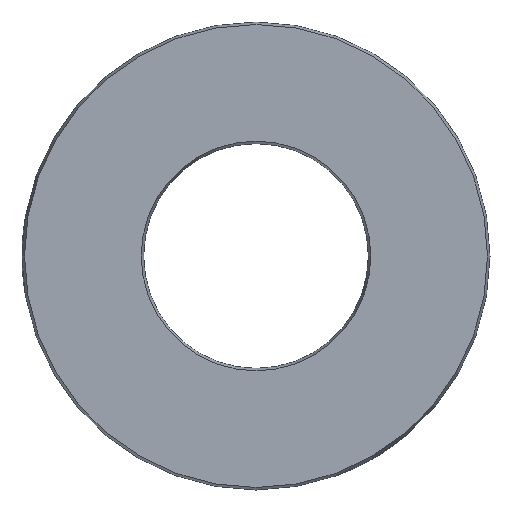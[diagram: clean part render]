
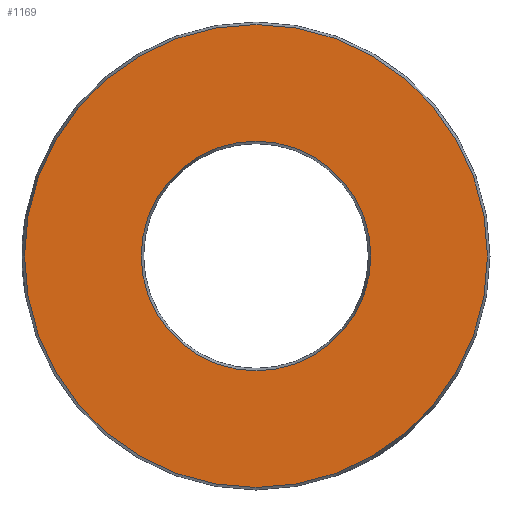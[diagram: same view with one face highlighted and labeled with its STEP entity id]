
A CAD part, left-side view. The second image highlights one B-rep face of the part: STEP entity #1169.
In plain terms, the highlighted planar face has unit normal (-1, 0, 0).
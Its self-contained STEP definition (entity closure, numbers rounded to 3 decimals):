
#18=FACE_BOUND('',#169,.T.);
#40=PLANE('',#1266);
#106=FACE_OUTER_BOUND('',#168,.T.);
#168=EDGE_LOOP('',(#999));
#169=EDGE_LOOP('',(#1000));
#202=CIRCLE('',#1262,12.366);
#205=CIRCLE('',#1267,6.134);
#522=VERTEX_POINT('',#29695);
#525=VERTEX_POINT('',#29705);
#685=EDGE_CURVE('',#522,#522,#202,.T.);
#689=EDGE_CURVE('',#525,#525,#205,.T.);
#999=ORIENTED_EDGE('',*,*,#685,.F.);
#1000=ORIENTED_EDGE('',*,*,#689,.F.);
#1169=ADVANCED_FACE('',(#106,#18),#40,.T.);
#1262=AXIS2_PLACEMENT_3D('',#29697,#1478,#1479);
#1266=AXIS2_PLACEMENT_3D('',#29704,#1487,#1488);
#1267=AXIS2_PLACEMENT_3D('',#29706,#1489,#1490);
#1478=DIRECTION('center_axis',(1.,0.,0.));
#1479=DIRECTION('ref_axis',(0.,-1.,0.));
#1487=DIRECTION('center_axis',(-1.,0.,0.));
#1488=DIRECTION('ref_axis',(0.,0.,1.));
#1489=DIRECTION('center_axis',(-1.,0.,0.));
#1490=DIRECTION('ref_axis',(0.,-1.,0.));
#29695=CARTESIAN_POINT('',(0.,12.366,0.));
#29697=CARTESIAN_POINT('Origin',(0.,0.,
0.));
#29704=CARTESIAN_POINT('Origin',(0.,12.5,0.));
#29705=CARTESIAN_POINT('',(0.,6.134,0.));
#29706=CARTESIAN_POINT('Origin',(0.,0.,
0.));
